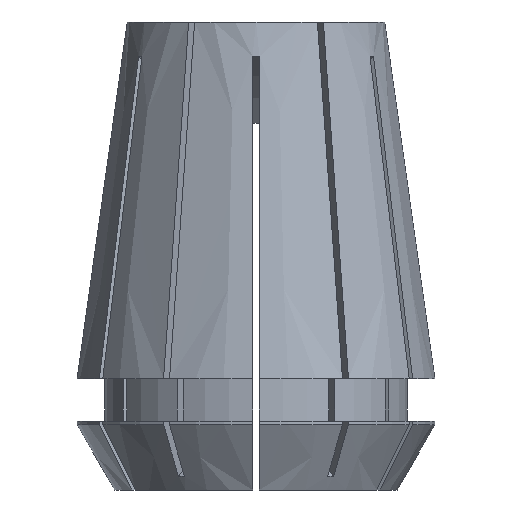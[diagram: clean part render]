
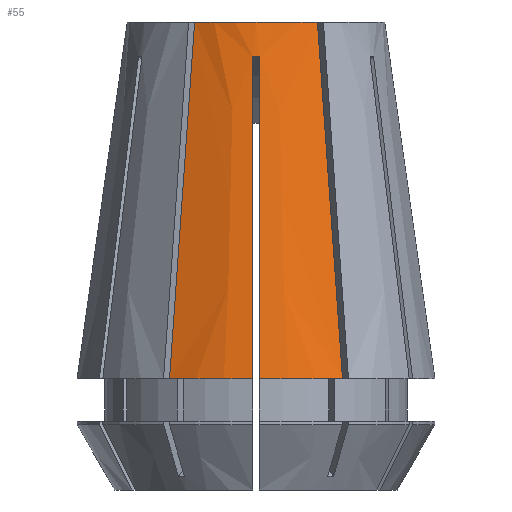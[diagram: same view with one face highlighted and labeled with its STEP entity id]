
A CAD part, front view. The second image highlights one B-rep face of the part: STEP entity #55.
In plain terms, the highlighted conical face has half-angle 8 degrees and reference radius 13 mm.
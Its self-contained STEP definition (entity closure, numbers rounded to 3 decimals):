
#55 = ADVANCED_FACE ( 'NONE', ( #1358 ), #3211, .T. ) ;
#145 = ORIENTED_EDGE ( 'NONE', *, *, #3375, .T. ) ;
#163 = CARTESIAN_POINT ( 'NONE',  ( 0.25, -10.805, -10.301 ) ) ;
#202 = CARTESIAN_POINT ( 'NONE',  ( -0.25, -9.709, -2.502 ) ) ;
#255 = ORIENTED_EDGE ( 'NONE', *, *, #1950, .F. ) ;
#302 = CARTESIAN_POINT ( 'NONE',  ( -0.25, -12.998, -25.9 ) ) ;
#316 = CIRCLE ( 'NONE', #1519, 9.36 ) ;
#335 = DIRECTION ( 'NONE',  ( 0., 0., 1. ) ) ;
#367 = CARTESIAN_POINT ( 'NONE',  ( -5.606, -10.21, -16.273 ) ) ;
#387 = CARTESIAN_POINT ( 'NONE',  ( 0.25, -12.998, -25.9 ) ) ;
#438 = B_SPLINE_CURVE_WITH_KNOTS ( 'NONE', 3,
 ( #2982, #1723, #3898, #1142, #1753, #3313, #3629 ),
 .UNSPECIFIED., .F., .F.,
 ( 4, 3, 4 ),
 ( 0., 0.016, 0.026 ),
 .UNSPECIFIED. ) ;
#450 = CARTESIAN_POINT ( 'NONE',  ( -0.25, -12.998, -25.9 ) ) ;
#466 = B_SPLINE_CURVE_WITH_KNOTS ( 'NONE', 3,
 ( #2015, #3245, #163, #2325 ),
 .UNSPECIFIED., .F., .F.,
 ( 4, 4 ),
 ( 0.018, 0.042 ),
 .UNSPECIFIED. ) ;
#497 = DIRECTION ( 'NONE',  ( 0., 0., 1. ) ) ;
#536 = CARTESIAN_POINT ( 'NONE',  ( 0.083, -9.713, -2.499 ) ) ;
#584 = ORIENTED_EDGE ( 'NONE', *, *, #3815, .T. ) ;
#644 = DIRECTION ( 'NONE',  ( 1., 0., 0. ) ) ;
#661 = ORIENTED_EDGE ( 'NONE', *, *, #2360, .F. ) ;
#768 = CARTESIAN_POINT ( 'NONE',  ( -0.25, -10.805, -10.301 ) ) ;
#932 = VERTEX_POINT ( 'NONE', #3788 ) ;
#938 = CARTESIAN_POINT ( 'NONE',  ( -5.831, -10.6, -19.482 ) ) ;
#955 = CARTESIAN_POINT ( 'NONE',  ( 0., 0., 0. ) ) ;
#1062 = VERTEX_POINT ( 'NONE', #2293 ) ;
#1142 = CARTESIAN_POINT ( 'NONE',  ( 5.606, -10.21, -16.273 ) ) ;
#1202 = ORIENTED_EDGE ( 'NONE', *, *, #3539, .T. ) ;
#1253 = CARTESIAN_POINT ( 'NONE',  ( -6.057, -10.991, -22.691 ) ) ;
#1256 = EDGE_LOOP ( 'NONE', ( #3734, #255, #584, #2421, #2200, #1202, #661, #145 ) ) ;
#1351 = AXIS2_PLACEMENT_3D ( 'NONE', #3426, #335, #644 ) ;
#1358 = FACE_OUTER_BOUND ( 'NONE', #1256, .T. ) ;
#1495 = AXIS2_PLACEMENT_3D ( 'NONE', #2646, #497, #3595 ) ;
#1519 = AXIS2_PLACEMENT_3D ( 'NONE', #955, #3749, #3436 ) ;
#1655 = EDGE_CURVE ( 'NONE', #1062, #3741, #1914, .T. ) ;
#1723 = CARTESIAN_POINT ( 'NONE',  ( 4.843, -8.889, -5.424 ) ) ;
#1753 = CARTESIAN_POINT ( 'NONE',  ( 5.831, -10.6, -19.482 ) ) ;
#1757 = CARTESIAN_POINT ( 'NONE',  ( 0.25, -9.709, -2.502 ) ) ;
#1784 = DIRECTION ( 'NONE',  ( -1., 0., 0. ) ) ;
#1852 = VERTEX_POINT ( 'NONE', #2171 ) ;
#1914 = CIRCLE ( 'NONE', #1351, 13. ) ;
#1950 = EDGE_CURVE ( 'NONE', #1852, #2812, #316, .T. ) ;
#1953 = VERTEX_POINT ( 'NONE', #2815 ) ;
#2015 = CARTESIAN_POINT ( 'NONE',  ( 0.25, -12.998, -25.9 ) ) ;
#2171 = CARTESIAN_POINT ( 'NONE',  ( -4.462, -8.228, 0. ) ) ;
#2200 = ORIENTED_EDGE ( 'NONE', *, *, #2334, .T. ) ;
#2202 = CARTESIAN_POINT ( 'NONE',  ( -5.225, -9.549, -10.849 ) ) ;
#2231 = VERTEX_POINT ( 'NONE', #387 ) ;
#2282 = B_SPLINE_CURVE_WITH_KNOTS ( 'NONE', 3,
 ( #202, #3305, #536, #1757 ),
 .UNSPECIFIED., .F., .F.,
 ( 4, 4 ),
 ( 0., 0.001 ),
 .UNSPECIFIED. ) ;
#2293 = CARTESIAN_POINT ( 'NONE',  ( -6.282, -11.382, -25.9 ) ) ;
#2325 = CARTESIAN_POINT ( 'NONE',  ( 0.25, -9.709, -2.502 ) ) ;
#2334 = EDGE_CURVE ( 'NONE', #3741, #3496, #3059, .T. ) ;
#2360 = EDGE_CURVE ( 'NONE', #2231, #932, #466, .T. ) ;
#2421 = ORIENTED_EDGE ( 'NONE', *, *, #1655, .T. ) ;
#2439 = CARTESIAN_POINT ( 'NONE',  ( 0., 0., -25.9 ) ) ;
#2452 = EDGE_CURVE ( 'NONE', #2812, #1953, #438, .T. ) ;
#2616 = CARTESIAN_POINT ( 'NONE',  ( -0.25, -11.902, -18.101 ) ) ;
#2646 = CARTESIAN_POINT ( 'NONE',  ( 0., 0., -25.9 ) ) ;
#2803 = CARTESIAN_POINT ( 'NONE',  ( -4.843, -8.889, -5.424 ) ) ;
#2812 = VERTEX_POINT ( 'NONE', #3975 ) ;
#2815 = CARTESIAN_POINT ( 'NONE',  ( 6.282, -11.382, -25.9 ) ) ;
#2898 = B_SPLINE_CURVE_WITH_KNOTS ( 'NONE', 3,
 ( #3785, #2803, #2202, #367, #938, #1253, #3114 ),
 .UNSPECIFIED., .F., .F.,
 ( 4, 3, 4 ),
 ( 0., 0.016, 0.026 ),
 .UNSPECIFIED. ) ;
#2928 = AXIS2_PLACEMENT_3D ( 'NONE', #2439, #3315, #1784 ) ;
#2982 = CARTESIAN_POINT ( 'NONE',  ( 4.462, -8.228, 0. ) ) ;
#3059 = B_SPLINE_CURVE_WITH_KNOTS ( 'NONE', 3,
 ( #450, #2616, #768, #3263 ),
 .UNSPECIFIED., .F., .F.,
 ( 4, 4 ),
 ( 0.018, 0.042 ),
 .UNSPECIFIED. ) ;
#3114 = CARTESIAN_POINT ( 'NONE',  ( -6.282, -11.382, -25.9 ) ) ;
#3211 = CONICAL_SURFACE ( 'NONE', #2928, 13., 0.14 ) ;
#3245 = CARTESIAN_POINT ( 'NONE',  ( 0.25, -11.902, -18.101 ) ) ;
#3263 = CARTESIAN_POINT ( 'NONE',  ( -0.25, -9.709, -2.502 ) ) ;
#3305 = CARTESIAN_POINT ( 'NONE',  ( -0.083, -9.713, -2.499 ) ) ;
#3313 = CARTESIAN_POINT ( 'NONE',  ( 6.057, -10.991, -22.691 ) ) ;
#3315 = DIRECTION ( 'NONE',  ( 0., 0., -1. ) ) ;
#3375 = EDGE_CURVE ( 'NONE', #2231, #1953, #3805, .T. ) ;
#3426 = CARTESIAN_POINT ( 'NONE',  ( 0., 0., -25.9 ) ) ;
#3436 = DIRECTION ( 'NONE',  ( 1., 0., 0. ) ) ;
#3496 = VERTEX_POINT ( 'NONE', #3912 ) ;
#3539 = EDGE_CURVE ( 'NONE', #3496, #932, #2282, .T. ) ;
#3595 = DIRECTION ( 'NONE',  ( 1., 0., 0. ) ) ;
#3629 = CARTESIAN_POINT ( 'NONE',  ( 6.282, -11.382, -25.9 ) ) ;
#3734 = ORIENTED_EDGE ( 'NONE', *, *, #2452, .F. ) ;
#3741 = VERTEX_POINT ( 'NONE', #302 ) ;
#3749 = DIRECTION ( 'NONE',  ( 0., 0., 1. ) ) ;
#3785 = CARTESIAN_POINT ( 'NONE',  ( -4.462, -8.228, 0. ) ) ;
#3788 = CARTESIAN_POINT ( 'NONE',  ( 0.25, -9.709, -2.502 ) ) ;
#3805 = CIRCLE ( 'NONE', #1495, 13. ) ;
#3815 = EDGE_CURVE ( 'NONE', #1852, #1062, #2898, .T. ) ;
#3898 = CARTESIAN_POINT ( 'NONE',  ( 5.225, -9.549, -10.849 ) ) ;
#3912 = CARTESIAN_POINT ( 'NONE',  ( -0.25, -9.709, -2.502 ) ) ;
#3975 = CARTESIAN_POINT ( 'NONE',  ( 4.462, -8.228, 0. ) ) ;
